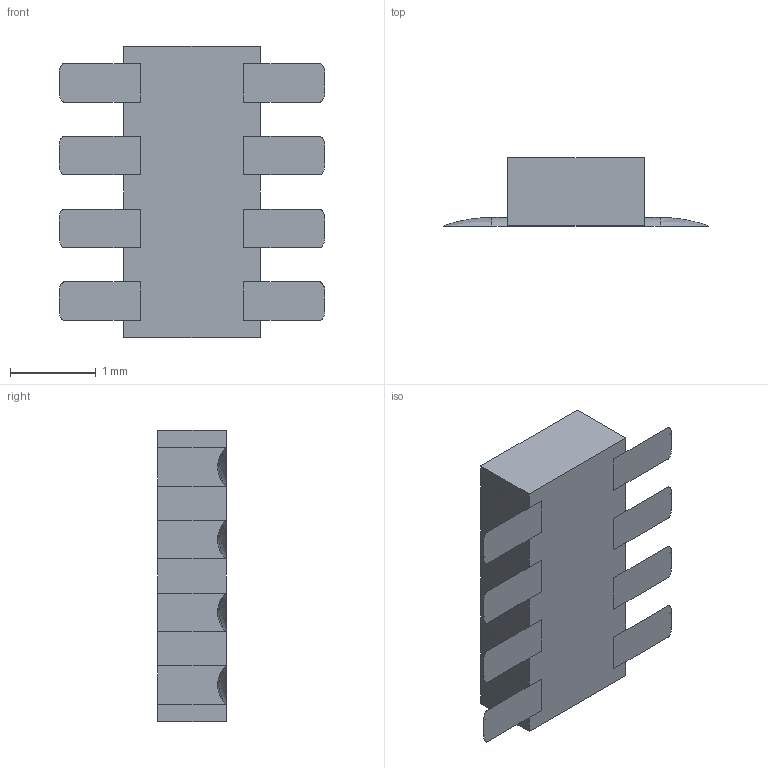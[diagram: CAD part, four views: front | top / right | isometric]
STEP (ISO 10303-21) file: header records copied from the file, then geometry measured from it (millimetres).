
FILE_DESCRIPTION (( 'STEP AP203' ), '1' );
FILE_NAME ('respack.step_Default_sldprt.STEP', '2024-05-06T01:28:11', ( '' ), ( '' ), 'SwSTEP 2.0', 'SolidWorks 2021', '' );
FILE_SCHEMA (( 'CONFIG_CONTROL_DESIGN' ));
Length unit declared in the file: millimetre
Products named in the file (1): respack.step_Default_sldprt
Bounding box: 3.1 x 0.8 x 3.4 mm (x, y, z)
Volume: 4.5 mm3; surface area: 35.1 mm2
Topology: 9 solids, 9 shells, 134 faces, 332 edges, 216 vertices
Faces by surface type: plane 94, cylinder 24, bspline 16
Entity records: 4501 total; most frequent: CARTESIAN_POINT 1383, ORIENTED_EDGE 664, DIRECTION 538, EDGE_CURVE 332, VECTOR 268, LINE 268, VERTEX_POINT 216, AXIS2_PLACEMENT_3D 135
